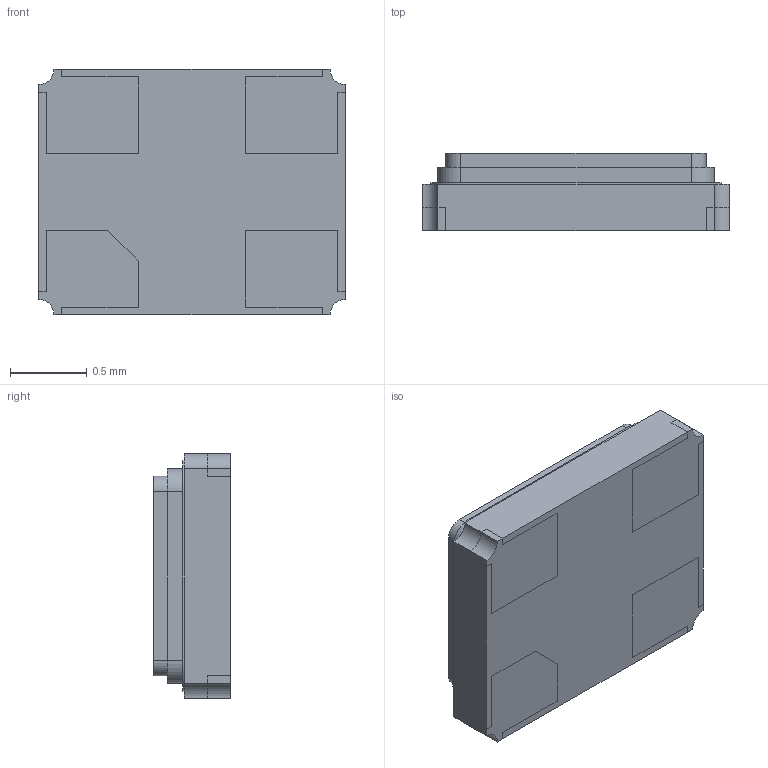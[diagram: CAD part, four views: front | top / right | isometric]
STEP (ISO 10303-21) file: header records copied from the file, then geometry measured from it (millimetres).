
FILE_DESCRIPTION (( 'STEP AP214' ), '1' );
FILE_NAME ('NX2016SA-26M-STD-CZS-2.STEP', '2018-09-05T18:00:29', ( '' ), ( '' ), 'SwSTEP 2.0', 'SolidWorks 2017', '' );
FILE_SCHEMA (( 'AUTOMOTIVE_DESIGN' ));
Length unit declared in the file: millimetre
Products named in the file (1): NX2016SA-26M-STD-CZS-2
Bounding box: 2 x 0.5 x 1.6 mm (x, y, z)
Volume: 1.4 mm3; surface area: 25.7 mm2
Topology: 7 solids, 7 shells, 122 faces, 318 edges, 212 vertices
Faces by surface type: plane 98, cylinder 24
Entity records: 3798 total; most frequent: CARTESIAN_POINT 653, ORIENTED_EDGE 636, DIRECTION 612, EDGE_CURVE 318, LINE 270, VECTOR 270, VERTEX_POINT 212, AXIS2_PLACEMENT_3D 171
